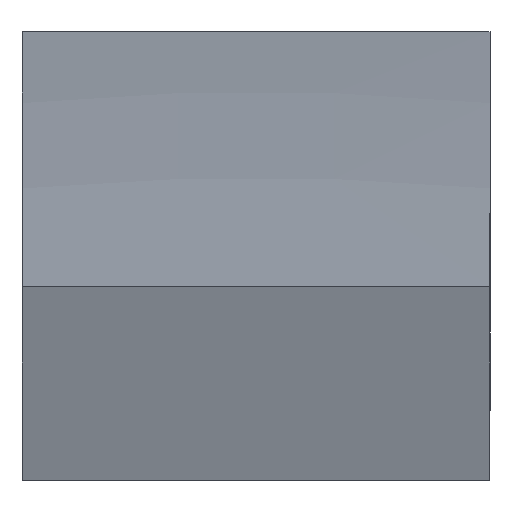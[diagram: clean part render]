
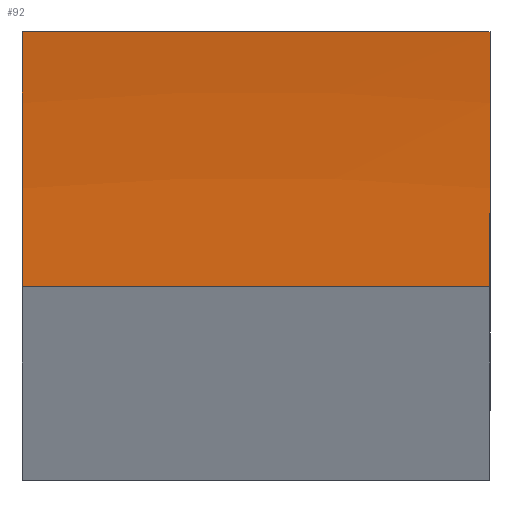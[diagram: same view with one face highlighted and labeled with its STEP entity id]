
A CAD part, left-side view. The second image highlights one B-rep face of the part: STEP entity #92.
In plain terms, the highlighted free-form (B-spline) face has degree [3, 3] with [4, 7] control points.
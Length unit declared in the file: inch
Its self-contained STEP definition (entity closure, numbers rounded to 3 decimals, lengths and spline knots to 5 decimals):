
#20=FACE_OUTER_BOUND('',#26,.T.);
#26=EDGE_LOOP('',(#73,#74,#75,#76));
#34=B_SPLINE_CURVE_WITH_KNOTS('',3,(#212,#213,#214,#215,#216,#217,#218),
 .UNSPECIFIED.,.F.,.F.,(4,1,1,1,4),(1.97837,2.06258,2.16159,
2.25725,2.26811),.UNSPECIFIED.);
#38=B_SPLINE_CURVE_WITH_KNOTS('',3,(#267,#268,#269,#270,#271,#272,#273),
 .UNSPECIFIED.,.F.,.F.,(4,1,1,1,4),(1.97837,2.06258,2.16159,
2.25725,2.26811),.UNSPECIFIED.);
#39=B_SPLINE_CURVE_WITH_KNOTS('',3,(#302,#303,#304,#305,#306,#307),
 .UNSPECIFIED.,.F.,.F.,(4,2,4),(-19.05,-9.525,0.),.UNSPECIFIED.);
#40=B_SPLINE_CURVE_WITH_KNOTS('',3,(#308,#309,#310,#311,#312,#313),
 .UNSPECIFIED.,.F.,.F.,(4,2,4),(-19.05,-9.525,0.),.UNSPECIFIED.);
#45=VERTEX_POINT('',#204);
#46=VERTEX_POINT('',#211);
#47=VERTEX_POINT('',#253);
#48=VERTEX_POINT('',#260);
#54=EDGE_CURVE('',#46,#45,#34,.T.);
#58=EDGE_CURVE('',#48,#47,#38,.T.);
#59=EDGE_CURVE('',#45,#47,#39,.T.);
#60=EDGE_CURVE('',#48,#46,#40,.T.);
#73=ORIENTED_EDGE('',*,*,#59,.T.);
#74=ORIENTED_EDGE('',*,*,#58,.F.);
#75=ORIENTED_EDGE('',*,*,#60,.T.);
#76=ORIENTED_EDGE('',*,*,#54,.T.);
#88=B_SPLINE_SURFACE_WITH_KNOTS('',3,3,((#274,#275,#276,#277,#278,#279,
#280),(#281,#282,#283,#284,#285,#286,#287),(#288,#289,#290,#291,#292,#293,
#294),(#295,#296,#297,#298,#299,#300,#301)),.UNSPECIFIED.,.F.,.F.,.F.,(4,
4),(4,1,1,1,4),(-19.05,0.),(1.97837,2.06258,2.16159,
2.25725,2.26811),.UNSPECIFIED.);
#92=ADVANCED_FACE('',(#20),#88,.F.);
#204=CARTESIAN_POINT('',(-44.97055,7.75,22.69917));
#211=CARTESIAN_POINT('',(-27.6953,7.75,26.78851));
#212=CARTESIAN_POINT('Ctrl Pts',(-27.6953,7.75,26.78851));
#213=CARTESIAN_POINT('Ctrl Pts',(-29.49962,7.75,26.48825));
#214=CARTESIAN_POINT('Ctrl Pts',(-33.35723,7.75,25.77124));
#215=CARTESIAN_POINT('Ctrl Pts',(-38.95979,7.75,24.47728));
#216=CARTESIAN_POINT('Ctrl Pts',(-42.84171,7.75,23.37373));
#217=CARTESIAN_POINT('Ctrl Pts',(-44.77438,7.75,22.76194));
#218=CARTESIAN_POINT('Ctrl Pts',(-44.97055,7.75,22.69917));
#253=CARTESIAN_POINT('',(-44.97055,0.25,22.69917));
#260=CARTESIAN_POINT('',(-27.6953,0.25,26.78851));
#267=CARTESIAN_POINT('Ctrl Pts',(-27.6953,0.25,26.78851));
#268=CARTESIAN_POINT('Ctrl Pts',(-29.49962,0.25,26.48825));
#269=CARTESIAN_POINT('Ctrl Pts',(-33.35723,0.25,25.77124));
#270=CARTESIAN_POINT('Ctrl Pts',(-38.95979,0.25,24.47728));
#271=CARTESIAN_POINT('Ctrl Pts',(-42.84171,0.25,23.37373));
#272=CARTESIAN_POINT('Ctrl Pts',(-44.77438,0.25,22.76194));
#273=CARTESIAN_POINT('Ctrl Pts',(-44.97055,0.25,22.69917));
#274=CARTESIAN_POINT('Ctrl Pts',(-27.6953,7.75,26.78851));
#275=CARTESIAN_POINT('Ctrl Pts',(-29.49962,7.75,26.48825));
#276=CARTESIAN_POINT('Ctrl Pts',(-33.35723,7.75,25.77124));
#277=CARTESIAN_POINT('Ctrl Pts',(-38.95979,7.75,24.47728));
#278=CARTESIAN_POINT('Ctrl Pts',(-42.84171,7.75,23.37373));
#279=CARTESIAN_POINT('Ctrl Pts',(-44.77438,7.75,22.76194));
#280=CARTESIAN_POINT('Ctrl Pts',(-44.97055,7.75,22.69917));
#281=CARTESIAN_POINT('Ctrl Pts',(-27.6953,5.25,26.78851));
#282=CARTESIAN_POINT('Ctrl Pts',(-29.49962,5.25,26.48825));
#283=CARTESIAN_POINT('Ctrl Pts',(-33.35723,5.25,25.77124));
#284=CARTESIAN_POINT('Ctrl Pts',(-38.95979,5.25,24.47728));
#285=CARTESIAN_POINT('Ctrl Pts',(-42.84171,5.25,23.37373));
#286=CARTESIAN_POINT('Ctrl Pts',(-44.77438,5.25,22.76194));
#287=CARTESIAN_POINT('Ctrl Pts',(-44.97055,5.25,22.69917));
#288=CARTESIAN_POINT('Ctrl Pts',(-27.6953,2.75,26.78851));
#289=CARTESIAN_POINT('Ctrl Pts',(-29.49962,2.75,26.48825));
#290=CARTESIAN_POINT('Ctrl Pts',(-33.35723,2.75,25.77124));
#291=CARTESIAN_POINT('Ctrl Pts',(-38.95979,2.75,24.47728));
#292=CARTESIAN_POINT('Ctrl Pts',(-42.84171,2.75,23.37373));
#293=CARTESIAN_POINT('Ctrl Pts',(-44.77438,2.75,22.76194));
#294=CARTESIAN_POINT('Ctrl Pts',(-44.97055,2.75,22.69917));
#295=CARTESIAN_POINT('Ctrl Pts',(-27.6953,0.25,26.78851));
#296=CARTESIAN_POINT('Ctrl Pts',(-29.49962,0.25,26.48825));
#297=CARTESIAN_POINT('Ctrl Pts',(-33.35723,0.25,25.77124));
#298=CARTESIAN_POINT('Ctrl Pts',(-38.95979,0.25,24.47728));
#299=CARTESIAN_POINT('Ctrl Pts',(-42.84171,0.25,23.37373));
#300=CARTESIAN_POINT('Ctrl Pts',(-44.77438,0.25,22.76194));
#301=CARTESIAN_POINT('Ctrl Pts',(-44.97055,0.25,22.69917));
#302=CARTESIAN_POINT('Ctrl Pts',(-44.97055,7.75,22.69917));
#303=CARTESIAN_POINT('Ctrl Pts',(-44.97055,6.5,22.69917));
#304=CARTESIAN_POINT('Ctrl Pts',(-44.97055,5.25,22.69917));
#305=CARTESIAN_POINT('Ctrl Pts',(-44.97055,2.75,22.69917));
#306=CARTESIAN_POINT('Ctrl Pts',(-44.97055,1.5,22.69917));
#307=CARTESIAN_POINT('Ctrl Pts',(-44.97055,0.25,22.69917));
#308=CARTESIAN_POINT('Ctrl Pts',(-27.6953,0.25,26.78851));
#309=CARTESIAN_POINT('Ctrl Pts',(-27.6953,1.5,26.78851));
#310=CARTESIAN_POINT('Ctrl Pts',(-27.6953,2.75,26.78851));
#311=CARTESIAN_POINT('Ctrl Pts',(-27.6953,5.25,26.78851));
#312=CARTESIAN_POINT('Ctrl Pts',(-27.6953,6.5,26.78851));
#313=CARTESIAN_POINT('Ctrl Pts',(-27.6953,7.75,26.78851));
